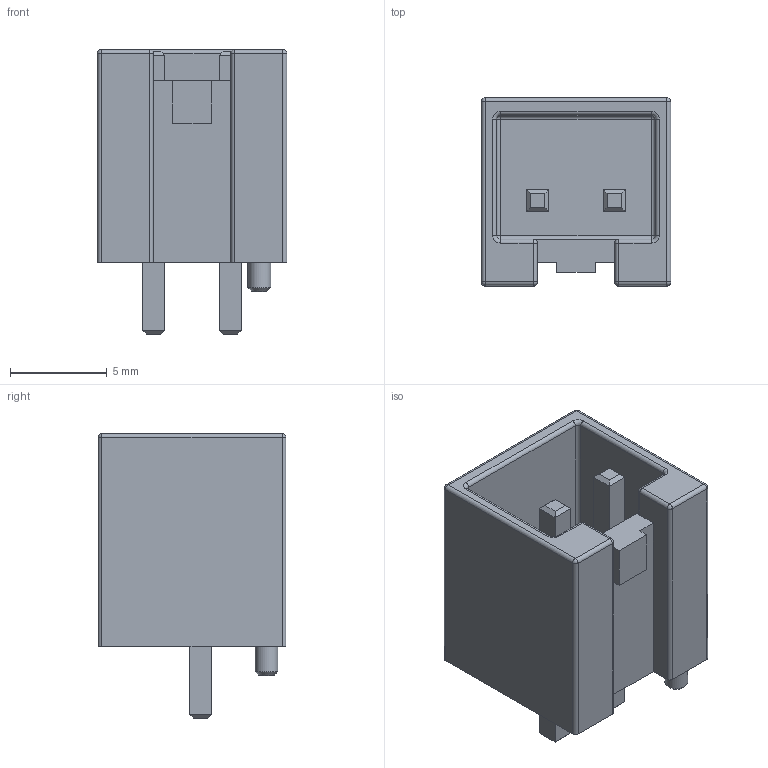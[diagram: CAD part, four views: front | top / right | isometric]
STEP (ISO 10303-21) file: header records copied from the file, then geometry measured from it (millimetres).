
FILE_DESCRIPTION(/* description */ (''),/* implementation_level */ '2;1');
FILE_NAME(/* name */ '2.stp',/* time_stamp */ '2021-10-01T18:23:35+02:00',/* author */ ('k'),/* organization */ (''),/* preprocessor_version */ 'ST-DEVELOPER v15.6',/* originating_system */ 'Autodesk Inventor 2015',/* authorisation */ '');
FILE_SCHEMA (('AUTOMOTIVE_DESIGN { 1 0 10303 214 3 1 1 }'));
Length unit declared in the file: millimetre
Products named in the file (5): 1; B2P-VH-FB-B; JST Logo adjustable; 2
Bounding box: 9.8 x 9.7 x 14.7 mm (x, y, z)
Volume: 608.3 mm3; surface area: 1018.1 mm2
Topology: 4 solids, 4 shells, 125 faces, 287 edges, 171 vertices
Faces by surface type: plane 72, cylinder 36, sphere 12, torus 4, cone 1
Full cylindrical faces by diameter (mm): 1.18 x1
Entity records: 3605 total; most frequent: DIRECTION 630, CARTESIAN_POINT 590, ORIENTED_EDGE 570, EDGE_CURVE 285, AXIS2_PLACEMENT_3D 211, LINE 208, VECTOR 208, VERTEX_POINT 171
